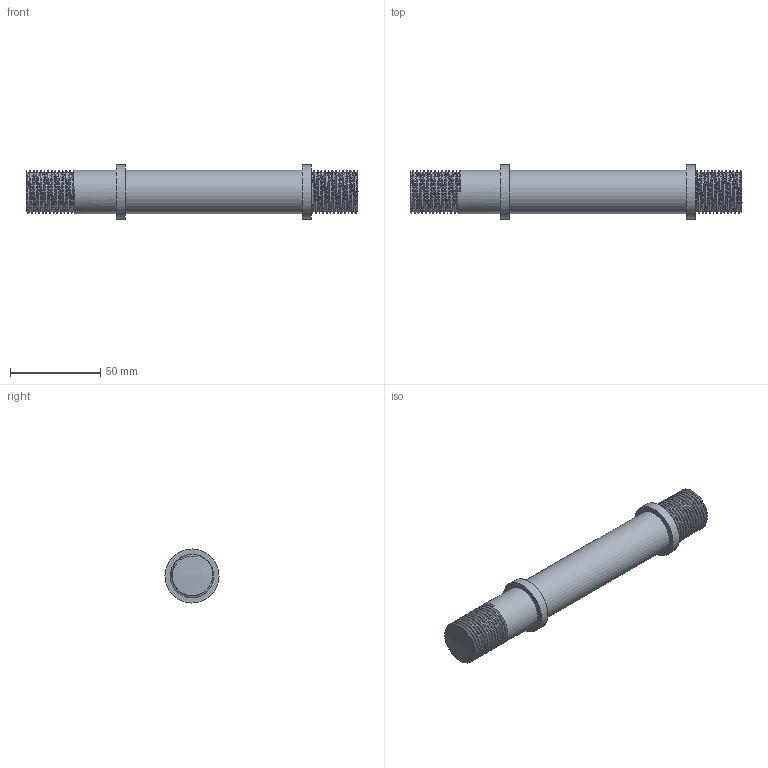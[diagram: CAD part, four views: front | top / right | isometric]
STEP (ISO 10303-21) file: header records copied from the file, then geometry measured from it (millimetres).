
FILE_DESCRIPTION (( 'STEP AP214' ), '1' );
FILE_NAME ('Collar Stud.STEP', '2025-02-18T17:59:34', ( '' ), ( '' ), 'SwSTEP 2.0', 'SolidWorks 2025', '' );
FILE_SCHEMA (( 'AUTOMOTIVE_DESIGN' ));
Length unit declared in the file: millimetre
Products named in the file (1): Collar Stud
Bounding box: 183.78 x 30 x 30 mm (x, y, z)
Volume: 83162.9 mm3; surface area: 18135.6 mm2
Topology: 1 solids, 1 shells, 33 faces, 78 edges, 51 vertices
Faces by surface type: cylinder 18, bspline 7, plane 6, sphere 2
Full cylindrical faces by diameter (mm): 24 x14, 30 x2
Entity records: 7130 total; most frequent: CARTESIAN_POINT 6793, ORIENTED_EDGE 68, DIRECTION 49, EDGE_CURVE 34, EDGE_LOOP 28, VERTEX_POINT 24, AXIS2_PLACEMENT_3D 24, FACE_OUTER_BOUND 24
